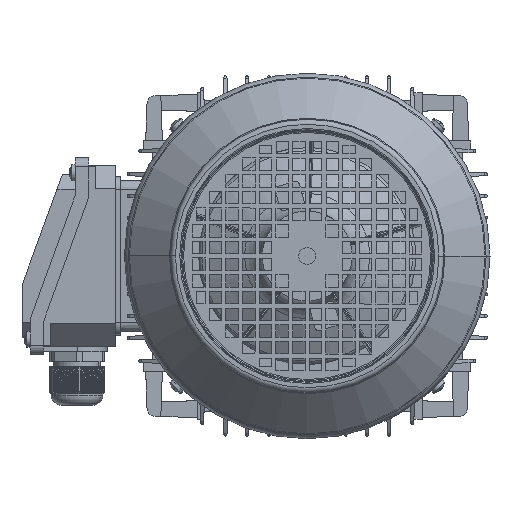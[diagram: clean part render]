
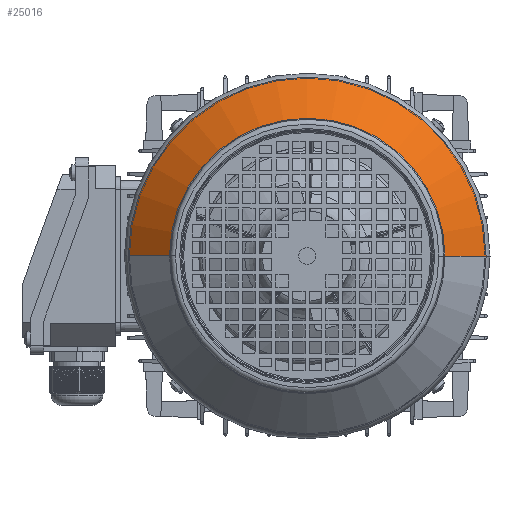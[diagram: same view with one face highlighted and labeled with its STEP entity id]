
A CAD part, left-side view. The second image highlights one B-rep face of the part: STEP entity #25016.
In plain terms, the highlighted conical face has half-angle 45 degrees and reference radius 82.586 mm.
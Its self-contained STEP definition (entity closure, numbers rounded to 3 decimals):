
#6978 = DIRECTION ( 'NONE',  ( 0., 0., 1. ) ) ;
#6980 = DIRECTION ( 'NONE',  ( -1., 0., 0. ) ) ;
#6982 = CARTESIAN_POINT ( 'NONE',  ( 99.414, 0., 0. ) ) ;
#6983 = AXIS2_PLACEMENT_3D ( 'NONE', #6982, #6980, #6978 ) ;
#6988 = CONICAL_SURFACE ( 'NONE', #6983, 82.586, 0.785 ) ;
#6996 = FACE_OUTER_BOUND ( 'NONE', #25019, .T. ) ;
#7229 = DIRECTION ( 'NONE',  ( 0., 0., 1. ) ) ;
#7231 = DIRECTION ( 'NONE',  ( -1., 0., 0. ) ) ;
#7233 = CARTESIAN_POINT ( 'NONE',  ( 74.743, 0., 0. ) ) ;
#7234 = AXIS2_PLACEMENT_3D ( 'NONE', #7233, #7231, #7229 ) ;
#7236 = CIRCLE ( 'NONE', #7234, 107.257 ) ;
#16157 = VERTEX_POINT ( 'NONE', #105207 ) ;
#16158 = VERTEX_POINT ( 'NONE', #105206 ) ;
#16161 = EDGE_CURVE ( 'NONE', #16158, #16192, #105205, .T. ) ;
#16167 = EDGE_CURVE ( 'NONE', #16157, #16190, #105201, .T. ) ;
#16190 = VERTEX_POINT ( 'NONE', #105232 ) ;
#16192 = VERTEX_POINT ( 'NONE', #105231 ) ;
#16275 = EDGE_CURVE ( 'NONE', #16158, #16157, #105324, .T. ) ;
#25016 = ADVANCED_FACE ( 'NONE', ( #6996 ), #6988, .T. ) ;
#25019 = EDGE_LOOP ( 'NONE', ( #25022, #25024, #25078, #25080 ) ) ;
#25022 = ORIENTED_EDGE ( 'NONE', *, *, #16161, .F. ) ;
#25024 = ORIENTED_EDGE ( 'NONE', *, *, #16275, .T. ) ;
#25078 = ORIENTED_EDGE ( 'NONE', *, *, #16167, .T. ) ;
#25080 = ORIENTED_EDGE ( 'NONE', *, *, #25089, .F. ) ;
#25089 = EDGE_CURVE ( 'NONE', #16192, #16190, #7236, .T. ) ;
#105198 = DIRECTION ( 'NONE',  ( -0.707, 0., 0.707 ) ) ;
#105199 = VECTOR ( 'NONE', #105198, 1000. ) ;
#105200 = CARTESIAN_POINT ( 'NONE',  ( 99.414, 0., 82.586 ) ) ;
#105201 = LINE ( 'NONE', #105200, #105199 ) ;
#105202 = DIRECTION ( 'NONE',  ( -0.707, 0., -0.707 ) ) ;
#105203 = VECTOR ( 'NONE', #105202, 1000. ) ;
#105204 = CARTESIAN_POINT ( 'NONE',  ( 99.414, 0., -82.586 ) ) ;
#105205 = LINE ( 'NONE', #105204, #105203 ) ;
#105206 = CARTESIAN_POINT ( 'NONE',  ( 99.414, 0., -82.586 ) ) ;
#105207 = CARTESIAN_POINT ( 'NONE',  ( 99.414, 0., 82.586 ) ) ;
#105231 = CARTESIAN_POINT ( 'NONE',  ( 74.743, 0., -107.257 ) ) ;
#105232 = CARTESIAN_POINT ( 'NONE',  ( 74.743, 0., 107.257 ) ) ;
#105320 = DIRECTION ( 'NONE',  ( 0., 0., 1. ) ) ;
#105321 = DIRECTION ( 'NONE',  ( -1., 0., 0. ) ) ;
#105322 = CARTESIAN_POINT ( 'NONE',  ( 99.414, 0., 0. ) ) ;
#105323 = AXIS2_PLACEMENT_3D ( 'NONE', #105322, #105321, #105320 ) ;
#105324 = CIRCLE ( 'NONE', #105323, 82.586 ) ;
